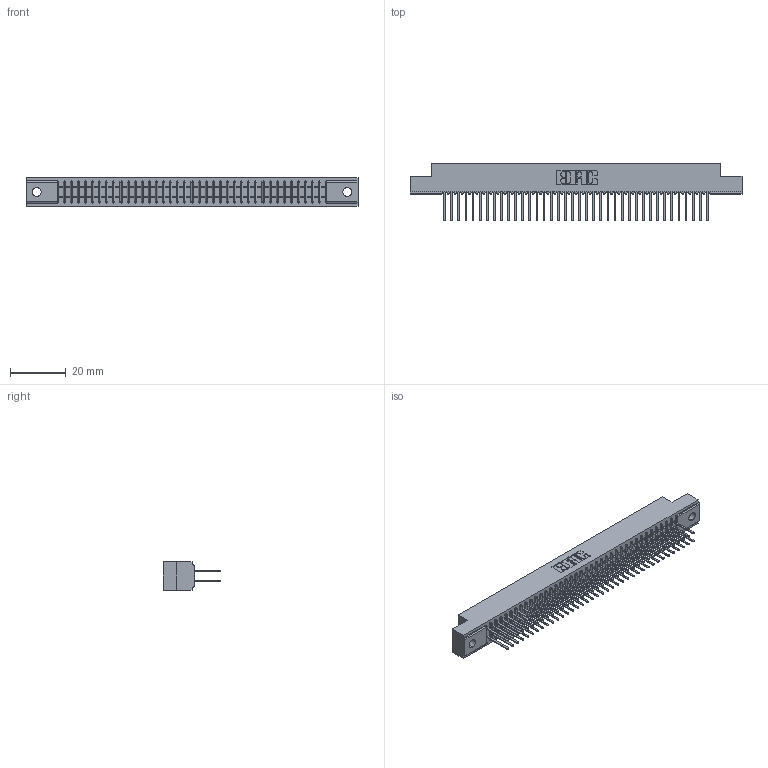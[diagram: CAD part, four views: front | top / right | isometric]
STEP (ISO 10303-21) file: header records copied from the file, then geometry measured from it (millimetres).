
FILE_DESCRIPTION (( 'STEP AP203' ), '1' );
FILE_NAME ('391-076-522-202.STEP', '2018-08-09T14:58:20', ( '' ), ( '' ), 'SwSTEP 2.0', 'SolidWorks 2016', '' );
FILE_SCHEMA (( 'CONFIG_CONTROL_DESIGN' ));
Length unit declared in the file: inch
Products named in the file (3): 341 Part_.128 (3.25) Dia Mounting Holes; 341-292-001_341-292-122; 391-076-522-202
Assembly tree (77 placements, depth 2):
  391-076-522-202
    341 Part_.128 (3.25) Dia Mounting Holes
    341-292-001_341-292-122  x76
Bounding box: 118.75 x 20.62 x 10.16 mm (x, y, z)
Volume: 8829.2 mm3; surface area: 15976.5 mm2
Topology: 77 solids, 77 shells, 5132 faces, 14870 edges, 9630 vertices
Faces by surface type: plane 3108, cylinder 1872, sphere 78, torus 74
Entity records: 46523 total; most frequent: CARTESIAN_POINT 7734, ORIENTED_EDGE 7684, DIRECTION 7508, EDGE_CURVE 3842, LINE 3100, VECTOR 3100, VERTEX_POINT 2430, AXIS2_PLACEMENT_3D 2204
